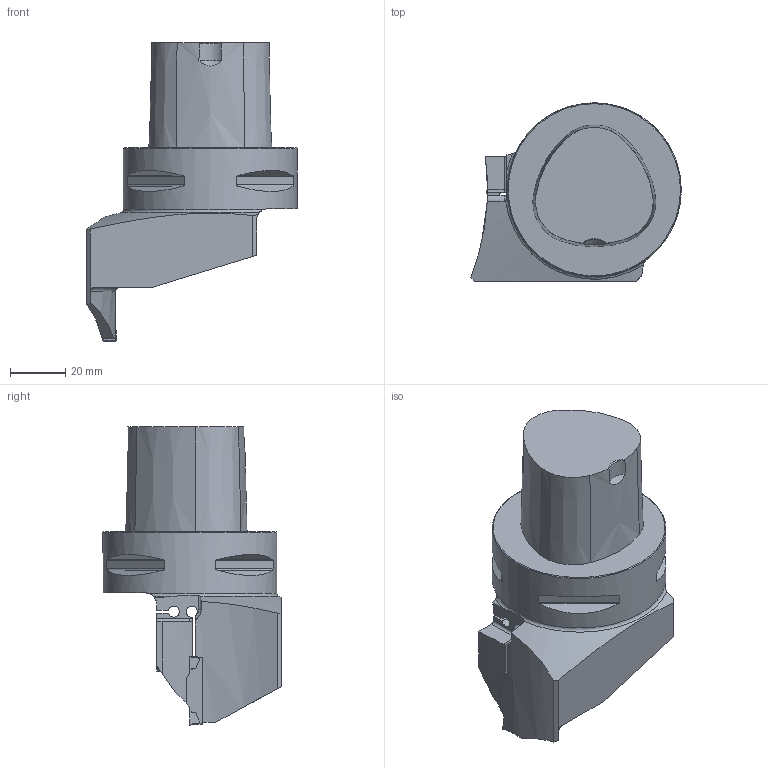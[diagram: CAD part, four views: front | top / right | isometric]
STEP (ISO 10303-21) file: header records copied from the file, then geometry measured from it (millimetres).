
FILE_DESCRIPTION(/* description */ (''),/* implementation_level */ '2;1');
FILE_NAME(/* name */ 'TOOLASSEMBLY_1.STP',/* time_stamp */ '2022-09-12T13:49:58+02:00',/* author */ (''),/* organization */ ('SMS'),/* preprocessor_version */ 'ST-DEVELOPER v16.7',/* originating_system */ 'SIEMENS PLM Software NX 12.0',/* authorisation */ '');
FILE_SCHEMA (('AUTOMOTIVE_DESIGN { 1 0 10303 214 3 1 1 1 }'));
Length unit declared in the file: millimetre
Products named in the file (4): ASSEMBLY_CONSTRUCTION; CUT_20220912134859; NOCUT_20220912134803; TOOLASSEMBLY_1
Assembly tree (3 placements, depth 2):
  TOOLASSEMBLY_1
    NOCUT_20220912134803
    CUT_20220912134859
    ASSEMBLY_CONSTRUCTION
Bounding box: 76.27 x 64.5 x 108 mm (x, y, z)
Volume: 182692.9 mm3; surface area: 26493.2 mm2
Topology: 2 solids, 2 shells, 114 faces, 314 edges, 214 vertices
Faces by surface type: plane 67, cylinder 27, cone 11, torus 5, extrusion 4
Full cylindrical faces by diameter (mm): 63 x1
Entity records: 5060 total; most frequent: CARTESIAN_POINT 2043, ORIENTED_EDGE 618, DIRECTION 573, EDGE_CURVE 309, VERTEX_POINT 206, AXIS2_PLACEMENT_3D 198, VECTOR 177, LINE 173
